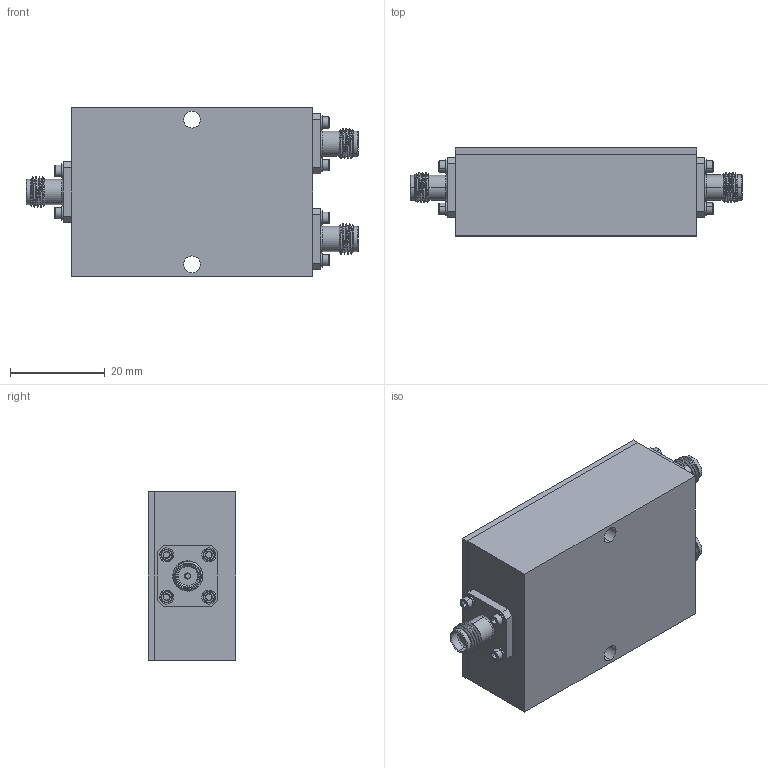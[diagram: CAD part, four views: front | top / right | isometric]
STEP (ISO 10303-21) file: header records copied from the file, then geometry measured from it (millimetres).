
FILE_DESCRIPTION (( 'STEP AP214' ), '1' );
FILE_NAME ('MPP2K06K0100-2_3D.step', '2025-06-25T21:20:49', ( '' ), ( '' ), 'SwSTEP 2.0', 'SolidWorks 2022', '' );
FILE_SCHEMA (( 'AUTOMOTIVE_DESIGN' ));
Length unit declared in the file: inch
Products named in the file (1): MPP2K06K0100-2_3D
Bounding box: 69.95 x 18.54 x 35.56 mm (x, y, z)
Volume: 34385.5 mm3; surface area: 8788.1 mm2
Topology: 1 solids, 13 shells, 791 faces, 1877 edges, 1185 vertices
Faces by surface type: cylinder 304, plane 243, cone 168, bspline 70, torus 6
Entity records: 37968 total; most frequent: CARTESIAN_POINT 20817, ORIENTED_EDGE 3754, DIRECTION 3336, EDGE_CURVE 1877, AXIS2_PLACEMENT_3D 1300, VERTEX_POINT 1185, EDGE_LOOP 892, FACE_OUTER_BOUND 791
